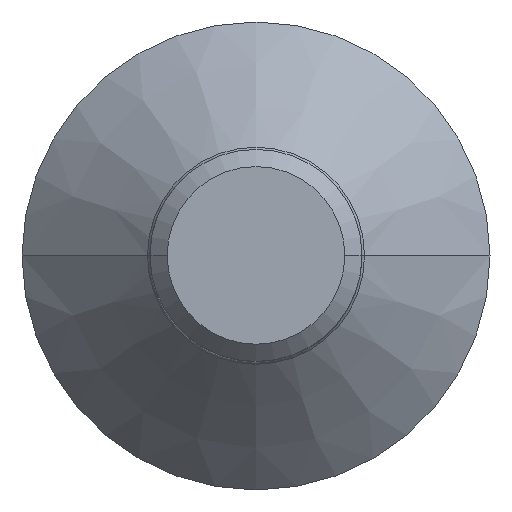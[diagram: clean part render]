
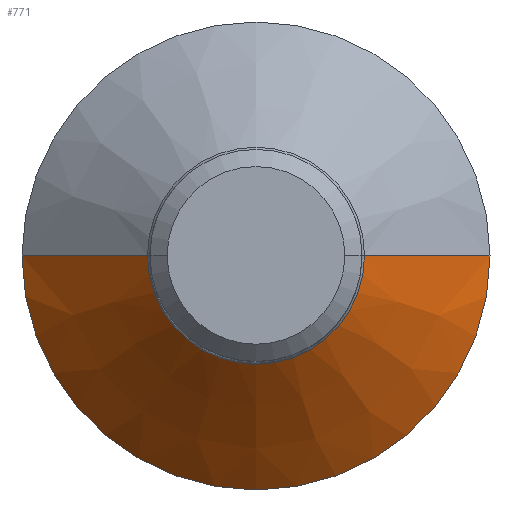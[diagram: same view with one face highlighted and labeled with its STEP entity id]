
A CAD part, top view. The second image highlights one B-rep face of the part: STEP entity #771.
In plain terms, the highlighted conical face has half-angle 45 degrees and reference radius 11.034 mm.
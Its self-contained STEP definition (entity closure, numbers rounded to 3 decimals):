
#61 = DIRECTION ( 'NONE',  ( 0., 0., -1. ) ) ;
#100 = VERTEX_POINT ( 'NONE', #468 ) ;
#108 = VECTOR ( 'NONE', #745, 1000. ) ;
#116 = DIRECTION ( 'NONE',  ( 0., 1., 0. ) ) ;
#132 = DIRECTION ( 'NONE',  ( -1., 0., 0. ) ) ;
#175 = CARTESIAN_POINT ( 'NONE',  ( 0., 0., 5.917 ) ) ;
#192 = VERTEX_POINT ( 'NONE', #480 ) ;
#213 = EDGE_LOOP ( 'NONE', ( #351, #440, #235, #361 ) ) ;
#235 = ORIENTED_EDGE ( 'NONE', *, *, #405, .T. ) ;
#250 = VERTEX_POINT ( 'NONE', #273 ) ;
#273 = CARTESIAN_POINT ( 'NONE',  ( -5.117, 0., 5.917 ) ) ;
#283 = CARTESIAN_POINT ( 'NONE',  ( 11.034, 0., 0. ) ) ;
#284 = CONICAL_SURFACE ( 'NONE', #413, 11.034, 0.785 ) ;
#299 = FACE_OUTER_BOUND ( 'NONE', #213, .T. ) ;
#309 = CIRCLE ( 'NONE', #609, 5.117 ) ;
#311 = CARTESIAN_POINT ( 'NONE',  ( 0., 0., 0. ) ) ;
#351 = ORIENTED_EDGE ( 'NONE', *, *, #390, .F. ) ;
#359 = CIRCLE ( 'NONE', #701, 11.034 ) ;
#361 = ORIENTED_EDGE ( 'NONE', *, *, #464, .F. ) ;
#376 = DIRECTION ( 'NONE',  ( 0., 0., -1. ) ) ;
#390 = EDGE_CURVE ( 'NONE', #100, #192, #585, .T. ) ;
#405 = EDGE_CURVE ( 'NONE', #250, #751, #417, .T. ) ;
#413 = AXIS2_PLACEMENT_3D ( 'NONE', #311, #61, #132 ) ;
#417 = LINE ( 'NONE', #611, #749 ) ;
#440 = ORIENTED_EDGE ( 'NONE', *, *, #714, .T. ) ;
#464 = EDGE_CURVE ( 'NONE', #192, #751, #359, .T. ) ;
#468 = CARTESIAN_POINT ( 'NONE',  ( 5.117, 0., 5.917 ) ) ;
#480 = CARTESIAN_POINT ( 'NONE',  ( 11.034, 0., 0. ) ) ;
#482 = CARTESIAN_POINT ( 'NONE',  ( 0., 0., 0. ) ) ;
#541 = DIRECTION ( 'NONE',  ( 0., 0., -1. ) ) ;
#554 = DIRECTION ( 'NONE',  ( -0.707, 0., -0.707 ) ) ;
#585 = LINE ( 'NONE', #283, #108 ) ;
#609 = AXIS2_PLACEMENT_3D ( 'NONE', #175, #376, #116 ) ;
#611 = CARTESIAN_POINT ( 'NONE',  ( -11.034, 0., 0. ) ) ;
#664 = CARTESIAN_POINT ( 'NONE',  ( -11.034, 0., 0. ) ) ;
#701 = AXIS2_PLACEMENT_3D ( 'NONE', #482, #541, #813 ) ;
#714 = EDGE_CURVE ( 'NONE', #100, #250, #309, .T. ) ;
#745 = DIRECTION ( 'NONE',  ( 0.707, 0., -0.707 ) ) ;
#749 = VECTOR ( 'NONE', #554, 1000. ) ;
#751 = VERTEX_POINT ( 'NONE', #664 ) ;
#771 = ADVANCED_FACE ( 'NONE', ( #299 ), #284, .T. ) ;
#813 = DIRECTION ( 'NONE',  ( -1., 0., 0. ) ) ;
